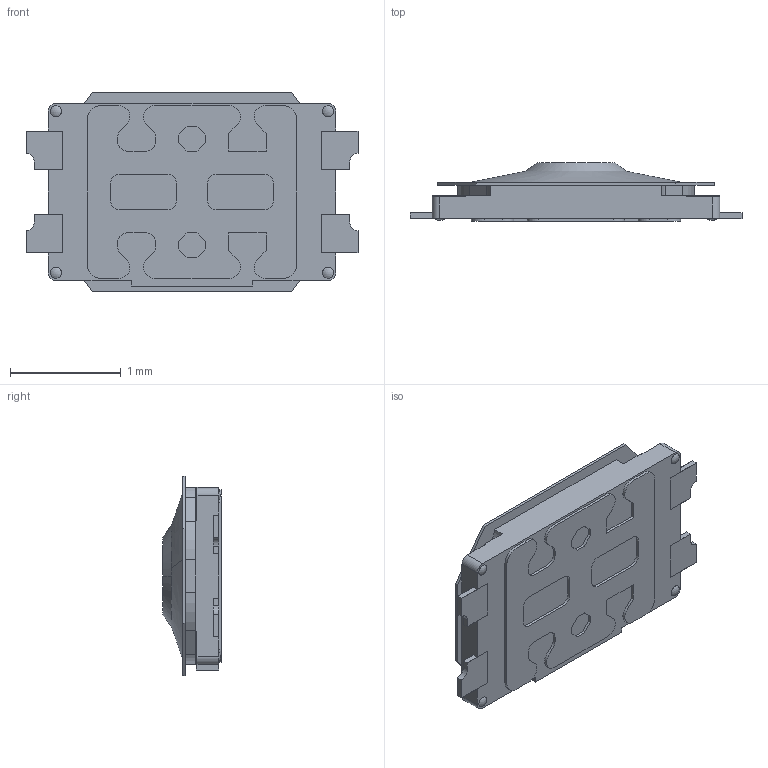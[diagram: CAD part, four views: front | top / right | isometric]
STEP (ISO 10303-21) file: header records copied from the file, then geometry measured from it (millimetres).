
FILE_DESCRIPTION (( 'STEP AP214' ), '1' );
FILE_NAME ('41259047-C817-4ED1-8E47-85425C6FAB51.STEP', '2023-02-09T08:17:27', ( '' ), ( '' ), 'SwSTEP 2.0', 'SolidWorks 2022', '' );
FILE_SCHEMA (( 'AUTOMOTIVE_DESIGN' ));
Length unit declared in the file: millimetre
Products named in the file (1): 41259047-C817-4ED1-8E47-85425C6FAB51
Bounding box: 3 x 0.53 x 1.8 mm (x, y, z)
Volume: 1.5 mm3; surface area: 15.2 mm2
Topology: 5 solids, 5 shells, 206 faces, 569 edges, 384 vertices
Faces by surface type: plane 145, cylinder 52, sphere 4, cone 3, bspline 2
Entity records: 6987 total; most frequent: CARTESIAN_POINT 1539, ORIENTED_EDGE 1138, DIRECTION 1087, EDGE_CURVE 569, LINE 443, VECTOR 443, VERTEX_POINT 384, AXIS2_PLACEMENT_3D 322
